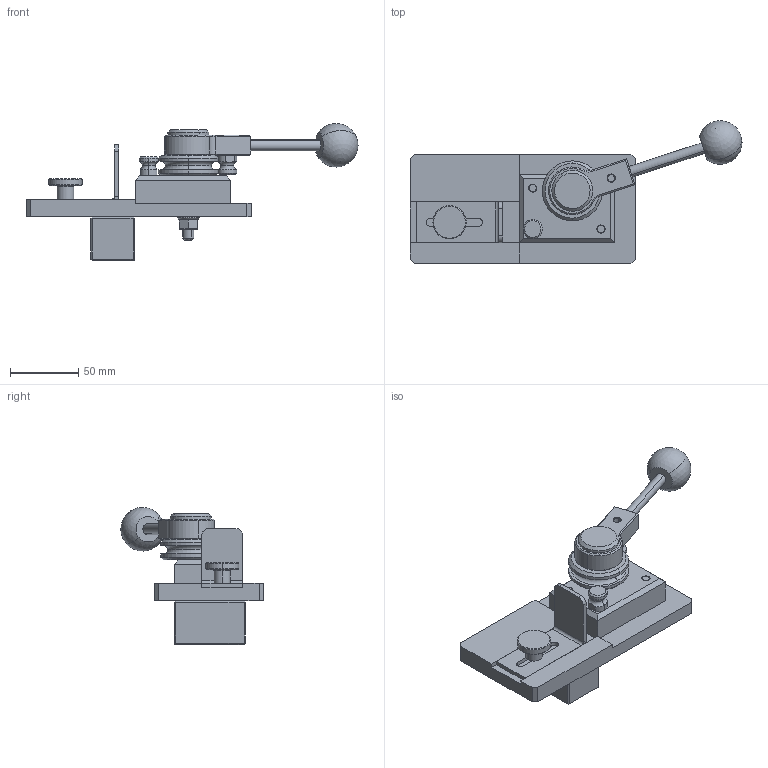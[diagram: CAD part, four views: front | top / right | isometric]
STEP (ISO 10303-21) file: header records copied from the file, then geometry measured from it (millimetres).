
FILE_DESCRIPTION (( 'STEP AP214' ), '1' );
FILE_NAME ('Biegevorrichtung_ost_stepap2014.STEP', '2024-06-04T11:48:00', ( '' ), ( '' ), 'SwSTEP 2.0', 'SolidWorks 2023', '' );
FILE_SCHEMA (( 'AUTOMOTIVE_DESIGN' ));
Length unit declared in the file: millimetre
Products named in the file (17): plain washer chamfered grade a_iso_Washer ISO 7090 - 8; 9Gewindebolzen; 5Winkelanschlag; 6Aufnahme; 3.1Kugelkopf; socket head cap screw_iso_ISO 4762 M6 x 10 - 10N; Biegevorrichtung_ost_stepap2014; 14Zylinderstift; parallel pin hardened_iso_ISO 8734 - 4 x 16 - A - St; 4Buchse; knurled thumb screw_din_DIN 464 - M6 x 12 - -St --- 12NN; 1Grundplatte; 2Spannklotz; 7Bolzen; hex nut style 2 gradeab_iso_ISO - 4033 - M8 - W - N; 8Biegerolle; 3Hebel
Assembly tree (19 placements, depth 2):
  Biegevorrichtung_ost_stepap2014
    1Grundplatte
    6Aufnahme
    5Winkelanschlag
    knurled thumb screw_din_DIN 464 - M6 x 12 - -St --- 12NN
    parallel pin hardened_iso_ISO 8734 - 4 x 16 - A - St
    8Biegerolle
    9Gewindebolzen  x2
    4Buchse
    3Hebel
    3.1Kugelkopf
    7Bolzen
    2Spannklotz
    plain washer chamfered grade a_iso_Washer ISO 7090 - 8
    hex nut style 2 gradeab_iso_ISO - 4033 - M8 - W - N
    14Zylinderstift  x2
    socket head cap screw_iso_ISO 4762 M6 x 10 - 10N  x2
Bounding box: 243.38 x 104.37 x 100.48 mm (x, y, z)
Volume: 345826.5 mm3; surface area: 92181.2 mm2
Topology: 19 solids, 19 shells, 398 faces, 858 edges, 504 vertices
Faces by surface type: plane 151, cylinder 118, cone 93, torus 34, sphere 2
Entity records: 9645 total; most frequent: DIRECTION 1739, CARTESIAN_POINT 1587, ORIENTED_EDGE 1422, EDGE_CURVE 711, AXIS2_PLACEMENT_3D 685, VERTEX_POINT 425, EDGE_LOOP 386, LINE 369
